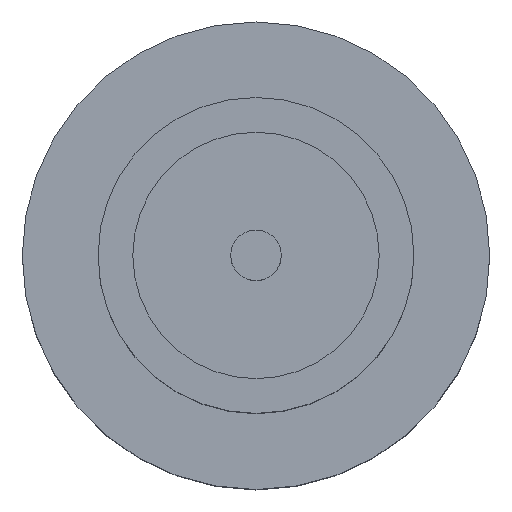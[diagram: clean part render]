
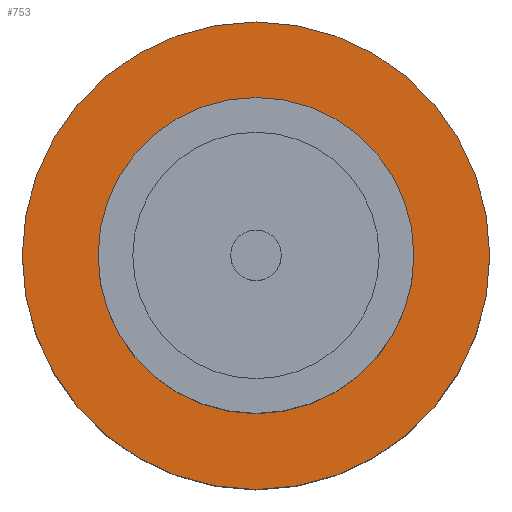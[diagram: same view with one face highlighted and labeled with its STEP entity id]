
A CAD part, top view. The second image highlights one B-rep face of the part: STEP entity #753.
In plain terms, the highlighted planar face has unit normal (0, 0, 1).
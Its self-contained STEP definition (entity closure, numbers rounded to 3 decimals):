
#16 = CARTESIAN_POINT ( 'NONE',  ( 0., 0., 1.55 ) ) ;
#37 = CARTESIAN_POINT ( 'NONE',  ( 0., 0., 1.55 ) ) ;
#41 = DIRECTION ( 'NONE',  ( 1., 0., 0. ) ) ;
#65 = EDGE_LOOP ( 'NONE', ( #497, #127 ) ) ;
#67 = DIRECTION ( 'NONE',  ( 0., 0., 1. ) ) ;
#68 = CARTESIAN_POINT ( 'NONE',  ( -1.85, 0., 1.55 ) ) ;
#92 = VERTEX_POINT ( 'NONE', #667 ) ;
#104 = EDGE_CURVE ( 'NONE', #687, #685, #425, .T. ) ;
#110 = CIRCLE ( 'NONE', #680, 1.25 ) ;
#116 = CIRCLE ( 'NONE', #346, 1.25 ) ;
#127 = ORIENTED_EDGE ( 'NONE', *, *, #761, .T. ) ;
#139 = DIRECTION ( 'NONE',  ( 1., 0., 0. ) ) ;
#149 = DIRECTION ( 'NONE',  ( 0., 0., 1. ) ) ;
#205 = VERTEX_POINT ( 'NONE', #559 ) ;
#206 = DIRECTION ( 'NONE',  ( 0., 0., 1. ) ) ;
#212 = CARTESIAN_POINT ( 'NONE',  ( 0., 0., 1.55 ) ) ;
#222 = AXIS2_PLACEMENT_3D ( 'NONE', #212, #586, #534 ) ;
#223 = EDGE_CURVE ( 'NONE', #92, #205, #110, .T. ) ;
#299 = AXIS2_PLACEMENT_3D ( 'NONE', #448, #206, #595 ) ;
#313 = ORIENTED_EDGE ( 'NONE', *, *, #780, .F. ) ;
#346 = AXIS2_PLACEMENT_3D ( 'NONE', #16, #149, #139 ) ;
#380 = EDGE_LOOP ( 'NONE', ( #511, #313 ) ) ;
#397 = DIRECTION ( 'NONE',  ( 1., 0., 0. ) ) ;
#405 = FACE_OUTER_BOUND ( 'NONE', #65, .T. ) ;
#425 = CIRCLE ( 'NONE', #430, 1.85 ) ;
#430 = AXIS2_PLACEMENT_3D ( 'NONE', #37, #690, #41 ) ;
#448 = CARTESIAN_POINT ( 'NONE',  ( 0., 0., 1.55 ) ) ;
#497 = ORIENTED_EDGE ( 'NONE', *, *, #104, .T. ) ;
#505 = CARTESIAN_POINT ( 'NONE',  ( 0., 0., 1.55 ) ) ;
#506 = CARTESIAN_POINT ( 'NONE',  ( 1.85, 0., 1.55 ) ) ;
#511 = ORIENTED_EDGE ( 'NONE', *, *, #223, .F. ) ;
#534 = DIRECTION ( 'NONE',  ( 1., 0., 0. ) ) ;
#559 = CARTESIAN_POINT ( 'NONE',  ( -1.25, 0., 1.55 ) ) ;
#586 = DIRECTION ( 'NONE',  ( 0., 0., 1. ) ) ;
#595 = DIRECTION ( 'NONE',  ( 1., 0., 0. ) ) ;
#629 = FACE_BOUND ( 'NONE', #380, .T. ) ;
#653 = CIRCLE ( 'NONE', #222, 1.85 ) ;
#667 = CARTESIAN_POINT ( 'NONE',  ( 1.25, 0., 1.55 ) ) ;
#680 = AXIS2_PLACEMENT_3D ( 'NONE', #505, #67, #397 ) ;
#685 = VERTEX_POINT ( 'NONE', #506 ) ;
#687 = VERTEX_POINT ( 'NONE', #68 ) ;
#690 = DIRECTION ( 'NONE',  ( 0., 0., 1. ) ) ;
#753 = ADVANCED_FACE ( 'NONE', ( #629, #405 ), #850, .T. ) ;
#761 = EDGE_CURVE ( 'NONE', #685, #687, #653, .T. ) ;
#780 = EDGE_CURVE ( 'NONE', #205, #92, #116, .T. ) ;
#850 = PLANE ( 'NONE',  #299 ) ;
